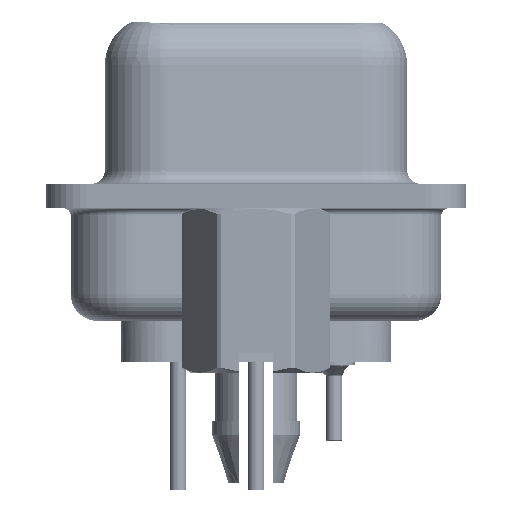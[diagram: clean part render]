
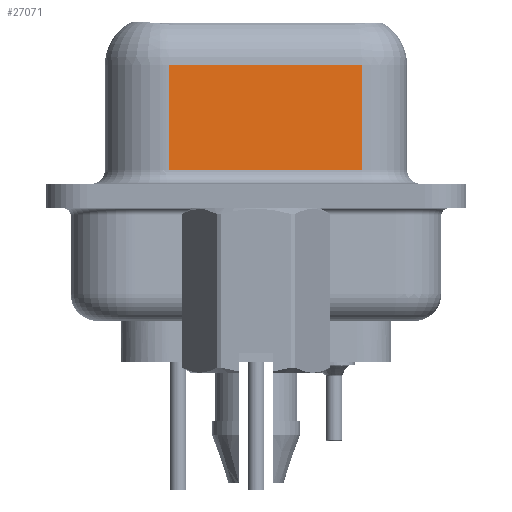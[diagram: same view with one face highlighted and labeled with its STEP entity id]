
A CAD part, left-side view. The second image highlights one B-rep face of the part: STEP entity #27071.
In plain terms, the highlighted planar face has unit normal (-0.985, -0.174, 0).
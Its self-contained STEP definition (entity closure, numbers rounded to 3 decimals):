
#1303 = CARTESIAN_POINT ( 'NONE',  ( 5.665, -3.847, 0.95 ) ) ;
#2212 = EDGE_CURVE ( 'NONE', #35581, #11937, #31759, .T. ) ;
#5540 = ORIENTED_EDGE ( 'NONE', *, *, #2212, .T. ) ;
#5805 = DIRECTION ( 'NONE',  ( 0., 0., -1. ) ) ;
#6740 = DIRECTION ( 'NONE',  ( -0.174, 0.985, 0. ) ) ;
#8392 = EDGE_CURVE ( 'NONE', #37945, #26898, #25872, .T. ) ;
#8757 = VECTOR ( 'NONE', #28654, 1000. ) ;
#10057 = CARTESIAN_POINT ( 'NONE',  ( 5.665, -3.847, 6.52 ) ) ;
#10415 = DIRECTION ( 'NONE',  ( 0., 0., -1. ) ) ;
#10633 = CARTESIAN_POINT ( 'NONE',  ( 5.665, -3.847, 6.52 ) ) ;
#11937 = VERTEX_POINT ( 'NONE', #1303 ) ;
#12069 = ORIENTED_EDGE ( 'NONE', *, *, #8392, .T. ) ;
#13599 = CARTESIAN_POINT ( 'NONE',  ( 5.665, -3.847, 4.77 ) ) ;
#14950 = ORIENTED_EDGE ( 'NONE', *, *, #22568, .T. ) ;
#15995 = EDGE_CURVE ( 'NONE', #37945, #11937, #24511, .T. ) ;
#17638 = CARTESIAN_POINT ( 'NONE',  ( 5.665, -3.847, 0.95 ) ) ;
#19242 = CARTESIAN_POINT ( 'NONE',  ( 4.43, 3.153, 6.52 ) ) ;
#22104 = LINE ( 'NONE', #19242, #38043 ) ;
#22568 = EDGE_CURVE ( 'NONE', #26898, #35581, #22104, .T. ) ;
#23279 = PLANE ( 'NONE',  #39667 ) ;
#23423 = CARTESIAN_POINT ( 'NONE',  ( 5.665, -3.847, 4.77 ) ) ;
#23488 = DIRECTION ( 'NONE',  ( 0.985, 0.174, 0. ) ) ;
#24511 = LINE ( 'NONE', #10633, #36015 ) ;
#25872 = LINE ( 'NONE', #23423, #32586 ) ;
#26898 = VERTEX_POINT ( 'NONE', #39793 ) ;
#27071 = ADVANCED_FACE ( 'NONE', ( #37164 ), #23279, .F. ) ;
#28654 = DIRECTION ( 'NONE',  ( 0.174, -0.985, 0. ) ) ;
#31759 = LINE ( 'NONE', #17638, #8757 ) ;
#32586 = VECTOR ( 'NONE', #39301, 1000. ) ;
#35581 = VERTEX_POINT ( 'NONE', #36971 ) ;
#36015 = VECTOR ( 'NONE', #10415, 1000. ) ;
#36670 = ORIENTED_EDGE ( 'NONE', *, *, #15995, .F. ) ;
#36971 = CARTESIAN_POINT ( 'NONE',  ( 4.43, 3.153, 0.95 ) ) ;
#37164 = FACE_OUTER_BOUND ( 'NONE', #39302, .T. ) ;
#37945 = VERTEX_POINT ( 'NONE', #13599 ) ;
#38043 = VECTOR ( 'NONE', #5805, 1000. ) ;
#39301 = DIRECTION ( 'NONE',  ( -0.174, 0.985, 0. ) ) ;
#39302 = EDGE_LOOP ( 'NONE', ( #36670, #12069, #14950, #5540 ) ) ;
#39667 = AXIS2_PLACEMENT_3D ( 'NONE', #10057, #23488, #6740 ) ;
#39793 = CARTESIAN_POINT ( 'NONE',  ( 4.43, 3.153, 4.77 ) ) ;
